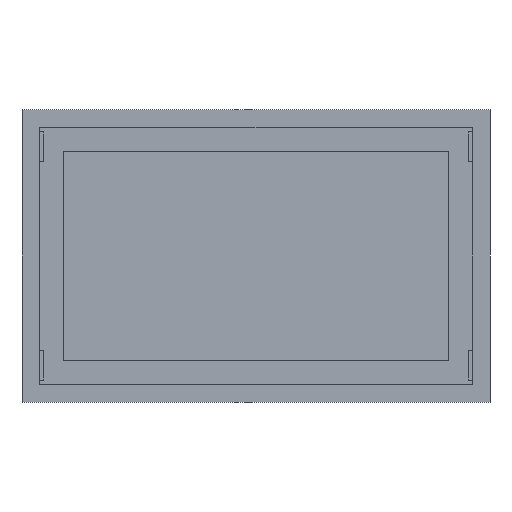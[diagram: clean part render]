
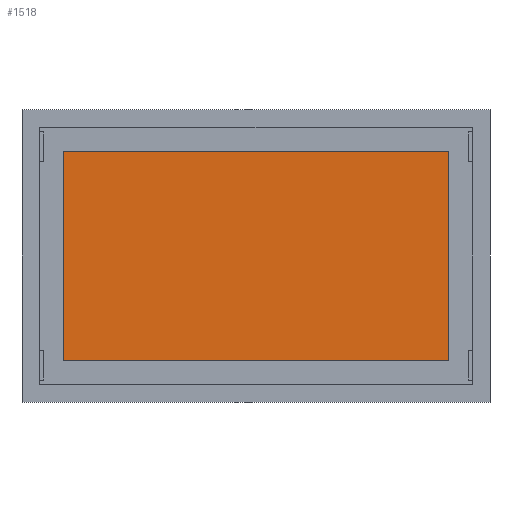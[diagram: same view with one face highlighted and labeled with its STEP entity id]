
A CAD part, front view. The second image highlights one B-rep face of the part: STEP entity #1518.
In plain terms, the highlighted planar face has unit normal (0, -1, 0).
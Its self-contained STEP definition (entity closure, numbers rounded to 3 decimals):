
#19 = CARTESIAN_POINT ( 'NONE',  ( 0., -3., -114. ) ) ;
#20 = CARTESIAN_POINT ( 'NONE',  ( -70., -3., 120. ) ) ;
#83 = DIRECTION ( 'NONE',  ( 0., 1., 0. ) ) ;
#87 = FACE_BOUND ( 'NONE', #657, .T. ) ;
#99 = VECTOR ( 'NONE', #1410, 1000. ) ;
#136 = AXIS2_PLACEMENT_3D ( 'NONE', #1320, #783, #1860 ) ;
#170 = DIRECTION ( 'NONE',  ( 0., 1., 0. ) ) ;
#227 = DIRECTION ( 'NONE',  ( 0., 0., 1. ) ) ;
#242 = VECTOR ( 'NONE', #1715, 1000. ) ;
#259 = LINE ( 'NONE', #568, #99 ) ;
#269 = CARTESIAN_POINT ( 'NONE',  ( 0., -3., 117. ) ) ;
#334 = ORIENTED_EDGE ( 'NONE', *, *, #937, .T. ) ;
#370 = ORIENTED_EDGE ( 'NONE', *, *, #2017, .T. ) ;
#407 = ORIENTED_EDGE ( 'NONE', *, *, #618, .F. ) ;
#486 = DIRECTION ( 'NONE',  ( 1., 0., 0. ) ) ;
#547 = LINE ( 'NONE', #885, #242 ) ;
#553 = LINE ( 'NONE', #743, #1082 ) ;
#568 = CARTESIAN_POINT ( 'NONE',  ( -70., -3., -120. ) ) ;
#579 = VERTEX_POINT ( 'NONE', #1428 ) ;
#618 = EDGE_CURVE ( 'NONE', #579, #1576, #553, .T. ) ;
#628 = VERTEX_POINT ( 'NONE', #1802 ) ;
#657 = EDGE_LOOP ( 'NONE', ( #370, #830 ) ) ;
#667 = VERTEX_POINT ( 'NONE', #905 ) ;
#670 = VERTEX_POINT ( 'NONE', #1595 ) ;
#705 = VERTEX_POINT ( 'NONE', #1009 ) ;
#743 = CARTESIAN_POINT ( 'NONE',  ( 70., -3., -120. ) ) ;
#775 = AXIS2_PLACEMENT_3D ( 'NONE', #19, #170, #2099 ) ;
#783 = DIRECTION ( 'NONE',  ( 0., 1., 0. ) ) ;
#788 = EDGE_LOOP ( 'NONE', ( #1455, #334 ) ) ;
#805 = AXIS2_PLACEMENT_3D ( 'NONE', #1820, #1806, #227 ) ;
#830 = ORIENTED_EDGE ( 'NONE', *, *, #1901, .T. ) ;
#885 = CARTESIAN_POINT ( 'NONE',  ( -70., -3., -120. ) ) ;
#905 = CARTESIAN_POINT ( 'NONE',  ( 0., -3., 111. ) ) ;
#937 = EDGE_CURVE ( 'NONE', #1790, #705, #1281, .T. ) ;
#942 = FACE_BOUND ( 'NONE', #788, .T. ) ;
#962 = ORIENTED_EDGE ( 'NONE', *, *, #1803, .F. ) ;
#994 = AXIS2_PLACEMENT_3D ( 'NONE', #1188, #1887, #1932 ) ;
#1009 = CARTESIAN_POINT ( 'NONE',  ( 0., -3., -111. ) ) ;
#1013 = EDGE_CURVE ( 'NONE', #1576, #628, #547, .T. ) ;
#1027 = CIRCLE ( 'NONE', #994, 3. ) ;
#1081 = VECTOR ( 'NONE', #486, 1000. ) ;
#1082 = VECTOR ( 'NONE', #1441, 1000. ) ;
#1088 = FACE_OUTER_BOUND ( 'NONE', #1324, .T. ) ;
#1097 = CARTESIAN_POINT ( 'NONE',  ( 0., -3., 114. ) ) ;
#1144 = AXIS2_PLACEMENT_3D ( 'NONE', #1097, #83, #1788 ) ;
#1188 = CARTESIAN_POINT ( 'NONE',  ( 0., -3., -114. ) ) ;
#1215 = CIRCLE ( 'NONE', #136, 3. ) ;
#1281 = CIRCLE ( 'NONE', #775, 3. ) ;
#1303 = ORIENTED_EDGE ( 'NONE', *, *, #2164, .F. ) ;
#1320 = CARTESIAN_POINT ( 'NONE',  ( 0., -3., 114. ) ) ;
#1324 = EDGE_LOOP ( 'NONE', ( #962, #2095, #407, #1303 ) ) ;
#1366 = CARTESIAN_POINT ( 'NONE',  ( 0., -3., -117. ) ) ;
#1410 = DIRECTION ( 'NONE',  ( 0., 0., 1. ) ) ;
#1428 = CARTESIAN_POINT ( 'NONE',  ( 70., -3., 120. ) ) ;
#1441 = DIRECTION ( 'NONE',  ( 0., 0., -1. ) ) ;
#1455 = ORIENTED_EDGE ( 'NONE', *, *, #1712, .T. ) ;
#1518 = ADVANCED_FACE ( 'NONE', ( #87, #942, #1088 ), #1598, .F. ) ;
#1576 = VERTEX_POINT ( 'NONE', #1663 ) ;
#1595 = CARTESIAN_POINT ( 'NONE',  ( -70., -3., 120. ) ) ;
#1598 = PLANE ( 'NONE',  #805 ) ;
#1663 = CARTESIAN_POINT ( 'NONE',  ( 70., -3., -120. ) ) ;
#1712 = EDGE_CURVE ( 'NONE', #705, #1790, #1027, .T. ) ;
#1715 = DIRECTION ( 'NONE',  ( -1., 0., 0. ) ) ;
#1716 = LINE ( 'NONE', #20, #1081 ) ;
#1788 = DIRECTION ( 'NONE',  ( 0., 0., 1. ) ) ;
#1790 = VERTEX_POINT ( 'NONE', #1366 ) ;
#1802 = CARTESIAN_POINT ( 'NONE',  ( -70., -3., -120. ) ) ;
#1803 = EDGE_CURVE ( 'NONE', #628, #670, #259, .T. ) ;
#1806 = DIRECTION ( 'NONE',  ( 0., 1., 0. ) ) ;
#1820 = CARTESIAN_POINT ( 'NONE',  ( -70., -3., 120. ) ) ;
#1860 = DIRECTION ( 'NONE',  ( 0., 0., 1. ) ) ;
#1887 = DIRECTION ( 'NONE',  ( 0., 1., 0. ) ) ;
#1901 = EDGE_CURVE ( 'NONE', #667, #2073, #1905, .T. ) ;
#1905 = CIRCLE ( 'NONE', #1144, 3. ) ;
#1932 = DIRECTION ( 'NONE',  ( 0., 0., 1. ) ) ;
#2017 = EDGE_CURVE ( 'NONE', #2073, #667, #1215, .T. ) ;
#2073 = VERTEX_POINT ( 'NONE', #269 ) ;
#2095 = ORIENTED_EDGE ( 'NONE', *, *, #1013, .F. ) ;
#2099 = DIRECTION ( 'NONE',  ( 0., 0., 1. ) ) ;
#2164 = EDGE_CURVE ( 'NONE', #670, #579, #1716, .T. ) ;
